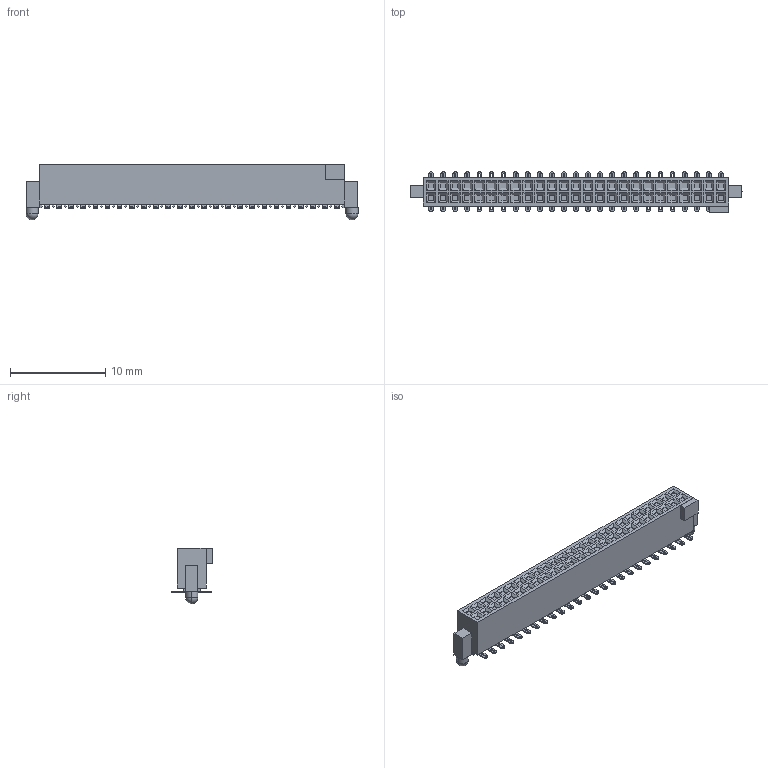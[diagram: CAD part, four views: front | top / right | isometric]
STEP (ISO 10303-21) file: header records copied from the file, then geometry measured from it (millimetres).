
FILE_DESCRIPTION((''),'2;1');
FILE_NAME('SAMTEC_SFM-125-02-S-D-APTR.stp','2012-10-16T15:09:06',(''),(''),'Mechanical Desktop 2011','Mechanical Desktop 2011',', , ');
FILE_SCHEMA(('AUTOMOTIVE_DESIGN { 1 2 10303 214 1 1 1 1 }'));
Length unit declared in the file: millimetre
Products named in the file (1): Product
Bounding box: 34.93 x 4.25 x 5.84 mm (x, y, z)
Volume: 425.1 mm3; surface area: 774.7 mm2
Topology: 85 solids, 85 shells, 1677 faces, 4177 edges, 2716 vertices
Faces by surface type: plane 932, bspline 512, cylinder 229, sphere 4
Entity records: 52512 total; most frequent: CARTESIAN_POINT 13253, ORIENTED_EDGE 8346, DIRECTION 7421, EDGE_CURVE 4173, VECTOR 3257, LINE 3257, VERTEX_POINT 2716, AXIS2_PLACEMENT_3D 2082
